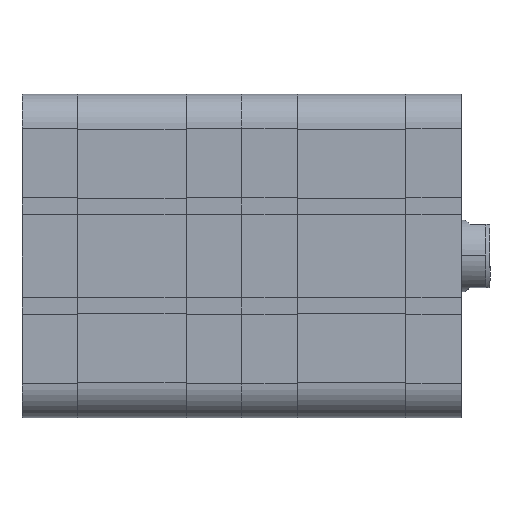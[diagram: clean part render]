
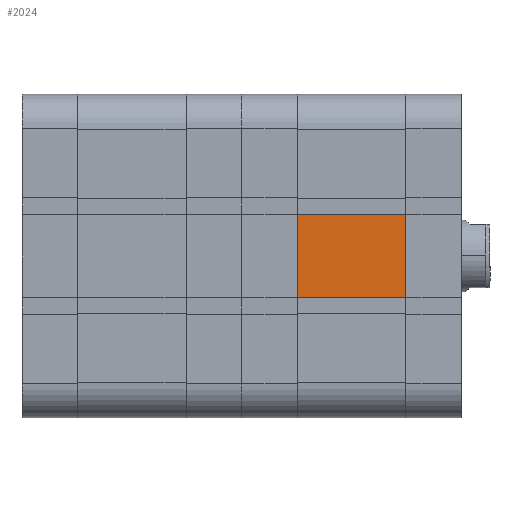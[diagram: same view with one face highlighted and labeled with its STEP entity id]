
A CAD part, front view. The second image highlights one B-rep face of the part: STEP entity #2024.
In plain terms, the highlighted planar face has unit normal (0, -1, 0).
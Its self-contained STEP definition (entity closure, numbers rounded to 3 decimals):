
#1982 = LINE ( 'NONE', #12515, #12645 ) ;
#2024 = ADVANCED_FACE ( 'NONE', ( #31989 ), #18634, .F. ) ;
#2061 = CARTESIAN_POINT ( 'NONE',  ( 38., -56.75, -56.75 ) ) ;
#2541 = VERTEX_POINT ( 'NONE', #21905 ) ;
#2985 = DIRECTION ( 'NONE',  ( -1., 0., 0. ) ) ;
#4477 = DIRECTION ( 'NONE',  ( 0., 0., -1. ) ) ;
#4478 = VECTOR ( 'NONE', #4477, 1000. ) ;
#5454 = EDGE_CURVE ( 'NONE', #34355, #9762, #27027, .T. ) ;
#5670 = CARTESIAN_POINT ( 'NONE',  ( 38.001, -56.75, 14.7 ) ) ;
#8620 = ORIENTED_EDGE ( 'NONE', *, *, #34553, .F. ) ;
#9762 = VERTEX_POINT ( 'NONE', #20336 ) ;
#9992 = LINE ( 'NONE', #23178, #24718 ) ;
#10465 = ORIENTED_EDGE ( 'NONE', *, *, #23301, .T. ) ;
#10749 = VECTOR ( 'NONE', #2985, 1000. ) ;
#10984 = EDGE_CURVE ( 'NONE', #2541, #19889, #1982, .T. ) ;
#12515 = CARTESIAN_POINT ( 'NONE',  ( 38.001, -56.75, -14.7 ) ) ;
#12645 = VECTOR ( 'NONE', #26025, 1000. ) ;
#13032 = EDGE_LOOP ( 'NONE', ( #25623, #10465, #15091, #8620 ) ) ;
#15091 = ORIENTED_EDGE ( 'NONE', *, *, #10984, .F. ) ;
#15190 = DIRECTION ( 'NONE',  ( 0., 0., -1. ) ) ;
#18282 = DIRECTION ( 'NONE',  ( 0., 1., 0. ) ) ;
#18634 = PLANE ( 'NONE',  #24685 ) ;
#19889 = VERTEX_POINT ( 'NONE', #23004 ) ;
#20336 = CARTESIAN_POINT ( 'NONE',  ( 0., -56.75, 14.7 ) ) ;
#21262 = CARTESIAN_POINT ( 'NONE',  ( 38., -56.75, 14.7 ) ) ;
#21905 = CARTESIAN_POINT ( 'NONE',  ( 38., -56.75, -14.7 ) ) ;
#23004 = CARTESIAN_POINT ( 'NONE',  ( 0., -56.75, -14.7 ) ) ;
#23178 = CARTESIAN_POINT ( 'NONE',  ( 0., -56.75, -56.75 ) ) ;
#23301 = EDGE_CURVE ( 'NONE', #9762, #19889, #9992, .T. ) ;
#23971 = DIRECTION ( 'NONE',  ( 0., 0., 1. ) ) ;
#24685 = AXIS2_PLACEMENT_3D ( 'NONE', #2061, #18282, #23971 ) ;
#24718 = VECTOR ( 'NONE', #15190, 1000. ) ;
#25623 = ORIENTED_EDGE ( 'NONE', *, *, #5454, .T. ) ;
#26025 = DIRECTION ( 'NONE',  ( -1., 0., 0. ) ) ;
#27027 = LINE ( 'NONE', #5670, #10749 ) ;
#28715 = CARTESIAN_POINT ( 'NONE',  ( 38., -56.75, -56.75 ) ) ;
#28896 = LINE ( 'NONE', #28715, #4478 ) ;
#31989 = FACE_OUTER_BOUND ( 'NONE', #13032, .T. ) ;
#34355 = VERTEX_POINT ( 'NONE', #21262 ) ;
#34553 = EDGE_CURVE ( 'NONE', #34355, #2541, #28896, .T. ) ;
